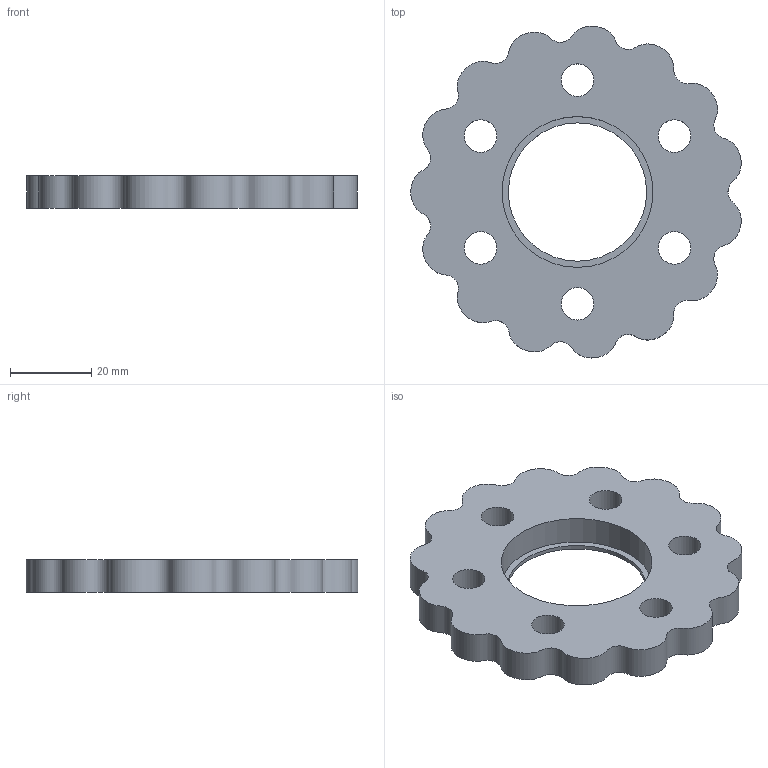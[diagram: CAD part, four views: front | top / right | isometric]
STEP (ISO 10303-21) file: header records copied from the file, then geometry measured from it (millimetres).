
FILE_DESCRIPTION(/* description */ (''),/* implementation_level */ '2;1');
FILE_NAME(/* name */ 'test v4.step',/* time_stamp */ '2024-05-28T16:35:53+02:00',/* author */ (''),/* organization */ (''),/* preprocessor_version */ 'ST-DEVELOPER v20',/* originating_system */ 'Autodesk Translation Framework v13.14.0.145',/* authorisation */ '');
FILE_SCHEMA (('AUTOMOTIVE_DESIGN { 1 0 10303 214 3 1 1 }'));
Length unit declared in the file: millimetre
Products named in the file (2): test; Cycloid_R42_Rr3_N16_E2
Assembly tree (1 placements, depth 2):
  test
    Cycloid_R42_Rr3_N16_E2
Bounding box: 81.25 x 81.62 x 8 mm (x, y, z)
Volume: 26625.8 mm3; surface area: 11510.2 mm2
Topology: 1 solids, 1 shells, 12 faces, 27 edges, 18 vertices
Faces by surface type: cylinder 8, plane 3, bspline 1
Full cylindrical faces by diameter (mm): 8 x6, 34 x1, 37.1 x1
Entity records: 2385 total; most frequent: CARTESIAN_POINT 2017, DIRECTION 69, ORIENTED_EDGE 54, AXIS2_PLACEMENT_3D 30, EDGE_LOOP 27, EDGE_CURVE 27, VERTEX_POINT 18, CIRCLE 16
